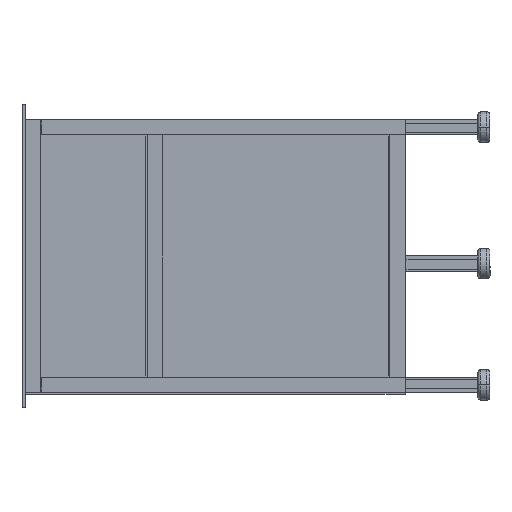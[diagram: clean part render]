
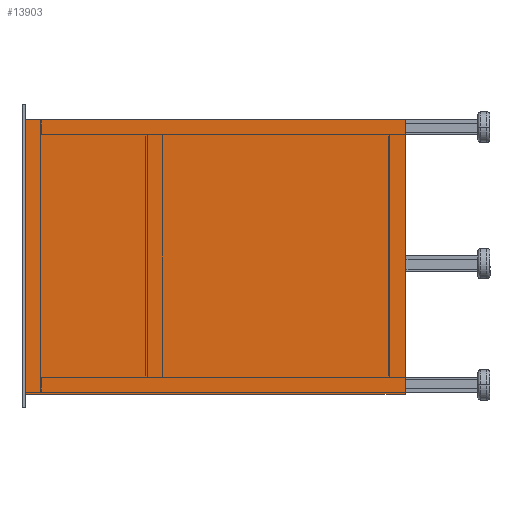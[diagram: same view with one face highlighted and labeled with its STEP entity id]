
A CAD part, left-side view. The second image highlights one B-rep face of the part: STEP entity #13903.
In plain terms, the highlighted planar face has unit normal (-1, 0, 0).
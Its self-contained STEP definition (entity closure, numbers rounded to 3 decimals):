
#344 = ORIENTED_EDGE ( 'NONE', *, *, #10139, .F. ) ;
#895 = DIRECTION ( 'NONE',  ( 0., 0., -1. ) ) ;
#1549 = CARTESIAN_POINT ( 'NONE',  ( -603., 3., 625. ) ) ;
#1660 = CARTESIAN_POINT ( 'NONE',  ( -603., -450., 0. ) ) ;
#1772 = VECTOR ( 'NONE', #7617, 1000. ) ;
#1983 = CARTESIAN_POINT ( 'NONE',  ( -603., 3., 0. ) ) ;
#2179 = VECTOR ( 'NONE', #6668, 1000. ) ;
#2223 = ORIENTED_EDGE ( 'NONE', *, *, #12572, .T. ) ;
#2568 = CARTESIAN_POINT ( 'NONE',  ( -603., -450., 625. ) ) ;
#2595 = ORIENTED_EDGE ( 'NONE', *, *, #4302, .T. ) ;
#3149 = CARTESIAN_POINT ( 'NONE',  ( -603., -450., 0. ) ) ;
#3265 = DIRECTION ( 'NONE',  ( -1., 0., 0. ) ) ;
#3453 = VERTEX_POINT ( 'NONE', #1983 ) ;
#3485 = VERTEX_POINT ( 'NONE', #3149 ) ;
#3847 = ORIENTED_EDGE ( 'NONE', *, *, #12595, .F. ) ;
#4302 = EDGE_CURVE ( 'NONE', #8065, #5865, #4718, .T. ) ;
#4718 = LINE ( 'NONE', #2568, #1772 ) ;
#4924 = EDGE_LOOP ( 'NONE', ( #3847, #344, #2595, #2223 ) ) ;
#5292 = FACE_OUTER_BOUND ( 'NONE', #4924, .T. ) ;
#5865 = VERTEX_POINT ( 'NONE', #12404 ) ;
#6307 = LINE ( 'NONE', #1549, #2179 ) ;
#6668 = DIRECTION ( 'NONE',  ( 0., 0., -1. ) ) ;
#7617 = DIRECTION ( 'NONE',  ( 0., 1., 0. ) ) ;
#8065 = VERTEX_POINT ( 'NONE', #15864 ) ;
#8411 = DIRECTION ( 'NONE',  ( 0., 0., 1. ) ) ;
#9630 = VECTOR ( 'NONE', #12935, 1000. ) ;
#9722 = PLANE ( 'NONE',  #12860 ) ;
#9937 = CARTESIAN_POINT ( 'NONE',  ( -603., -450., 625. ) ) ;
#10139 = EDGE_CURVE ( 'NONE', #8065, #3485, #14060, .T. ) ;
#12377 = LINE ( 'NONE', #1660, #9630 ) ;
#12404 = CARTESIAN_POINT ( 'NONE',  ( -603., 3., 625. ) ) ;
#12471 = VECTOR ( 'NONE', #895, 1000. ) ;
#12572 = EDGE_CURVE ( 'NONE', #5865, #3453, #6307, .T. ) ;
#12595 = EDGE_CURVE ( 'NONE', #3485, #3453, #12377, .T. ) ;
#12860 = AXIS2_PLACEMENT_3D ( 'NONE', #15914, #3265, #8411 ) ;
#12935 = DIRECTION ( 'NONE',  ( 0., 1., 0. ) ) ;
#13903 = ADVANCED_FACE ( 'NONE', ( #5292 ), #9722, .T. ) ;
#14060 = LINE ( 'NONE', #9937, #12471 ) ;
#15864 = CARTESIAN_POINT ( 'NONE',  ( -603., -450., 625. ) ) ;
#15914 = CARTESIAN_POINT ( 'NONE',  ( -603., -450., 625. ) ) ;
